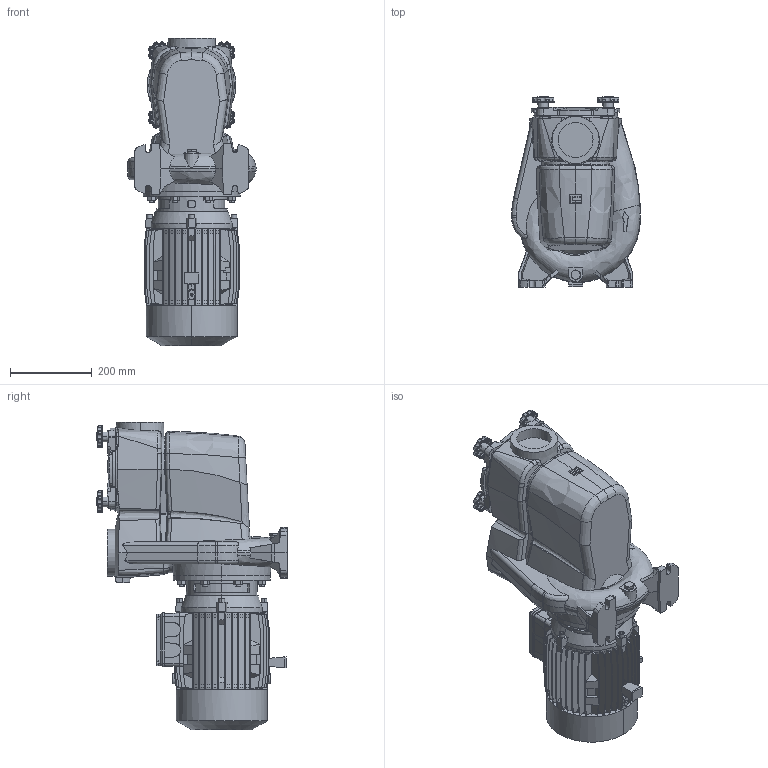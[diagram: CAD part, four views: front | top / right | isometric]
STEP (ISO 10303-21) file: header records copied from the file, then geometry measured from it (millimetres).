
FILE_DESCRIPTION (( 'STEP AP214' ), '1' );
FILE_NAME ('10009989swa00.step', '2021-04-12T07:37:10', ( '' ), ( '' ), 'SwSTEP 2.0', 'SolidWorks 2019', '' );
FILE_SCHEMA (( 'AUTOMOTIVE_DESIGN' ));
Length unit declared in the file: millimetre
Products named in the file (11): 10007670swn00_M25x1.5; 10007671swn00_M25x1,5; 10008167swp00_Semplificato; 90.025swp01_G38x9 OTTONE; 10009991swp00_3.66.523_semplificato; 10009538swn00; 10009989swa00; 10009838swp00; 10007434swp00_112 ORIZ; 10008463swp00_H41 Semplificato; 90.025swp01_G14x7,5 OTTONE
Assembly tree (13 placements, depth 2):
  10009989swa00
    10009838swp00
    10008167swp00_Semplificato
    10009991swp00_3.66.523_semplificato
    10007434swp00_112 ORIZ
    10007670swn00_M25x1.5
    10008463swp00_H41 Semplificato
    10009538swn00  x4
    90.025swp01_G38x9 OTTONE
    90.025swp01_G14x7,5 OTTONE
    10007671swn00_M25x1,5
Bounding box: 315.68 x 465.67 x 753 mm (x, y, z)
Volume: 36659949.4 mm3; surface area: 1521274.4 mm2
Topology: 13 solids, 13 shells, 2975 faces, 7693 edges, 4854 vertices
Faces by surface type: plane 1325, bspline 478, cylinder 424, torus 299, cone 293, sphere 156
Entity records: 116685 total; most frequent: CARTESIAN_POINT 61865, ORIENTED_EDGE 11632, DIRECTION 9180, EDGE_CURVE 5816, VERTEX_POINT 3753, VECTOR 3124, LINE 3124, AXIS2_PLACEMENT_3D 3028
